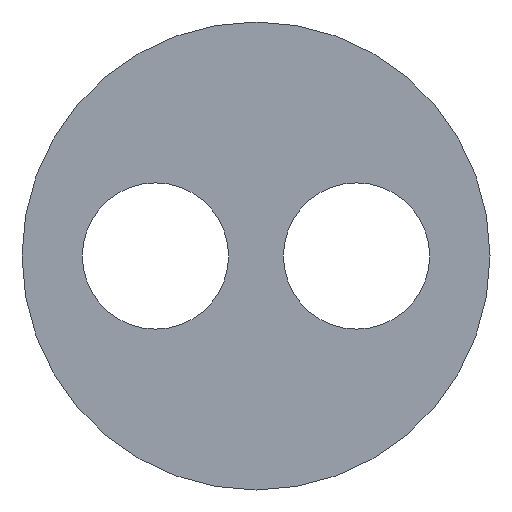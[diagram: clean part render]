
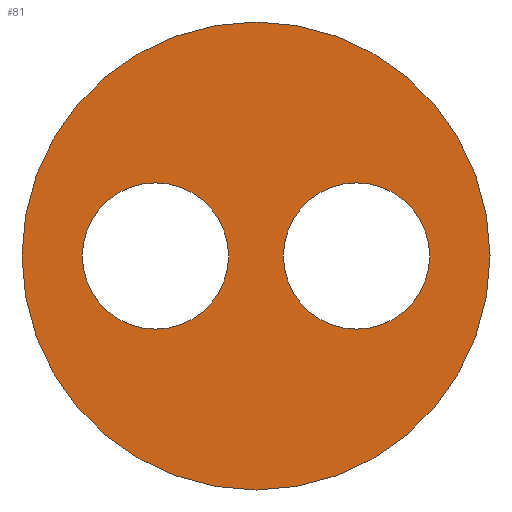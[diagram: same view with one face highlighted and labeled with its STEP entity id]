
A CAD part, left-side view. The second image highlights one B-rep face of the part: STEP entity #81.
In plain terms, the highlighted planar face has unit normal (-1, 0, 0).
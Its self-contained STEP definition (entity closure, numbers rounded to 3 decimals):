
#81 = ADVANCED_FACE( '', ( #175, #176, #177 ), #178, .F. );
#175 = FACE_BOUND( '', #284, .T. );
#176 = FACE_BOUND( '', #285, .T. );
#177 = FACE_OUTER_BOUND( '', #286, .T. );
#178 = PLANE( '', #287 );
#284 = EDGE_LOOP( '', ( #446 ) );
#285 = EDGE_LOOP( '', ( #447 ) );
#286 = EDGE_LOOP( '', ( #448 ) );
#287 = AXIS2_PLACEMENT_3D( '', #449, #450, #451 );
#446 = ORIENTED_EDGE( '', *, *, #683, .T. );
#447 = ORIENTED_EDGE( '', *, *, #672, .T. );
#448 = ORIENTED_EDGE( '', *, *, #641, .F. );
#449 = CARTESIAN_POINT( '', ( 0., 0., 0. ) );
#450 = DIRECTION( '', ( 1., 0., 0. ) );
#451 = DIRECTION( '', ( 0., 0., -1. ) );
#641 = EDGE_CURVE( '', #761, #761, #762, .T. );
#672 = EDGE_CURVE( '', #814, #814, #815, .T. );
#683 = EDGE_CURVE( '', #832, #832, #833, .T. );
#761 = VERTEX_POINT( '', #933 );
#762 = CIRCLE( '', #934, 12.8 );
#814 = VERTEX_POINT( '', #1004 );
#815 = CIRCLE( '', #1005, 4. );
#832 = VERTEX_POINT( '', #1029 );
#833 = CIRCLE( '', #1030, 4. );
#933 = CARTESIAN_POINT( '', ( 0., 0., -12.8 ) );
#934 = AXIS2_PLACEMENT_3D( '', #1130, #1131, #1132 );
#1004 = CARTESIAN_POINT( '', ( 0., 5.5, -4. ) );
#1005 = AXIS2_PLACEMENT_3D( '', #1166, #1167, #1168 );
#1029 = CARTESIAN_POINT( '', ( 0., -5.5, -4. ) );
#1030 = AXIS2_PLACEMENT_3D( '', #1176, #1177, #1178 );
#1130 = CARTESIAN_POINT( '', ( 0., 0., 0. ) );
#1131 = DIRECTION( '', ( 1., 0., 0. ) );
#1132 = DIRECTION( '', ( 0., 0., -1. ) );
#1166 = CARTESIAN_POINT( '', ( 0., 5.5, 0. ) );
#1167 = DIRECTION( '', ( 1., 0., 0. ) );
#1168 = DIRECTION( '', ( 0., 0., -1. ) );
#1176 = CARTESIAN_POINT( '', ( 0., -5.5, 0. ) );
#1177 = DIRECTION( '', ( 1., 0., 0. ) );
#1178 = DIRECTION( '', ( 0., 0., -1. ) );
